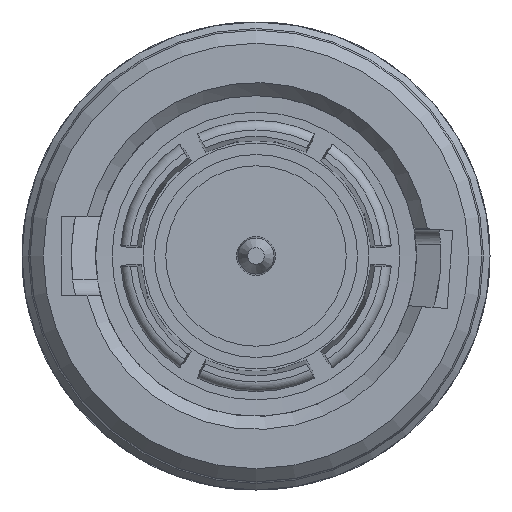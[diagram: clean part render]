
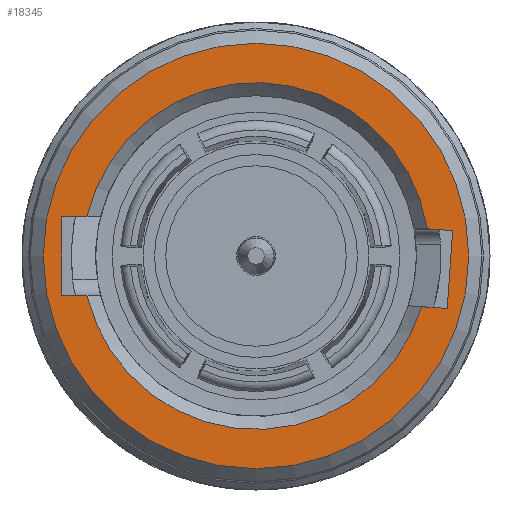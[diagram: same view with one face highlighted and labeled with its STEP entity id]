
A CAD part, left-side view. The second image highlights one B-rep face of the part: STEP entity #18345.
In plain terms, the highlighted planar face has unit normal (-1, 0, 0).
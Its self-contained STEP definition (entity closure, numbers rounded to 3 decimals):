
#2014 = EDGE_LOOP ( 'NONE', ( #23721, #23718, #23722, #23712, #23709, #23715, #23705, #23707 ) ) ;
#2089 = EDGE_LOOP ( 'NONE', ( #23725 ) ) ;
#4080 = FACE_OUTER_BOUND ( 'NONE', #2089, .T. ) ;
#4081 = FACE_BOUND ( 'NONE', #2014, .T. ) ;
#4187 = LINE ( 'NONE', #7447, #10206 ) ;
#4197 = LINE ( 'NONE', #7545, #10229 ) ;
#4246 = LINE ( 'NONE', #13460, #10287 ) ;
#4325 = LINE ( 'NONE', #13861, #10422 ) ;
#4330 = LINE ( 'NONE', #13888, #10434 ) ;
#4334 = LINE ( 'NONE', #13903, #10440 ) ;
#6639 = CARTESIAN_POINT ( 'NONE',  ( -1.08, 5.164, 1.192 ) ) ;
#6641 = CARTESIAN_POINT ( 'NONE',  ( -1.08, -5.235, 0.829 ) ) ;
#6661 = CARTESIAN_POINT ( 'NONE',  ( -1.08, 5.94, 1.192 ) ) ;
#6663 = CARTESIAN_POINT ( 'NONE',  ( -1.08, 5.94, -1.193 ) ) ;
#6677 = CARTESIAN_POINT ( 'NONE',  ( -1.08, -5.842, -1.604 ) ) ;
#6679 = CARTESIAN_POINT ( 'NONE',  ( -1.08, 5.164, -1.193 ) ) ;
#6680 = CARTESIAN_POINT ( 'NONE',  ( -1.08, -6.009, 0.775 ) ) ;
#6681 = CARTESIAN_POINT ( 'NONE',  ( -1.08, -5.068, -1.55 ) ) ;
#7447 = CARTESIAN_POINT ( 'NONE',  ( -1.08, 4.469, -1.192 ) ) ;
#7448 = DIRECTION ( 'NONE',  ( 0., 1., 0. ) ) ;
#7458 = CARTESIAN_POINT ( 'NONE',  ( -1.08, 0., 0. ) ) ;
#7459 = DIRECTION ( 'NONE',  ( -1., 0., 0. ) ) ;
#7460 = DIRECTION ( 'NONE',  ( 0., 0., 1. ) ) ;
#7545 = CARTESIAN_POINT ( 'NONE',  ( -1.08, -5.842, -1.604 ) ) ;
#7546 = DIRECTION ( 'NONE',  ( 0., -0.07, 0.998 ) ) ;
#9958 = AXIS2_PLACEMENT_3D ( 'NONE', #16002, #16003, #16004 ) ;
#10206 = VECTOR ( 'NONE', #7448, 1000. ) ;
#10211 = CIRCLE ( 'NONE', #10212, 5.3 ) ;
#10212 = AXIS2_PLACEMENT_3D ( 'NONE', #7458, #7459, #7460 ) ;
#10229 = VECTOR ( 'NONE', #7546, 1000. ) ;
#10278 = CIRCLE ( 'NONE', #10284, 6.5 ) ;
#10284 = AXIS2_PLACEMENT_3D ( 'NONE', #13453, #13454, #13455 ) ;
#10287 = VECTOR ( 'NONE', #13461, 1000. ) ;
#10417 = CIRCLE ( 'NONE', #10424, 5.3 ) ;
#10422 = VECTOR ( 'NONE', #13862, 1000. ) ;
#10424 = AXIS2_PLACEMENT_3D ( 'NONE', #13869, #13870, #13871 ) ;
#10434 = VECTOR ( 'NONE', #13889, 1000. ) ;
#10440 = VECTOR ( 'NONE', #13904, 1000. ) ;
#13453 = CARTESIAN_POINT ( 'NONE',  ( -1.08, 0., 0. ) ) ;
#13454 = DIRECTION ( 'NONE',  ( -1., 0., 0. ) ) ;
#13455 = DIRECTION ( 'NONE',  ( 0., 0., 1. ) ) ;
#13460 = CARTESIAN_POINT ( 'NONE',  ( -1.08, 5.94, -1.193 ) ) ;
#13461 = DIRECTION ( 'NONE',  ( 0., 0., 1. ) ) ;
#13861 = CARTESIAN_POINT ( 'NONE',  ( -1.08, 4.469, 1.192 ) ) ;
#13862 = DIRECTION ( 'NONE',  ( 0., 1., 0. ) ) ;
#13869 = CARTESIAN_POINT ( 'NONE',  ( -1.08, 0., 0. ) ) ;
#13870 = DIRECTION ( 'NONE',  ( -1., 0., 0. ) ) ;
#13871 = DIRECTION ( 'NONE',  ( 0., 0., 1. ) ) ;
#13888 = CARTESIAN_POINT ( 'NONE',  ( -1.08, -4.375, -1.501 ) ) ;
#13889 = DIRECTION ( 'NONE',  ( 0., -0.998, -0.07 ) ) ;
#13903 = CARTESIAN_POINT ( 'NONE',  ( -1.08, -4.541, 0.878 ) ) ;
#13904 = DIRECTION ( 'NONE',  ( 0., -0.998, -0.07 ) ) ;
#16001 = PLANE ( 'NONE',  #9958 ) ;
#16002 = CARTESIAN_POINT ( 'NONE',  ( -1.08, 5.3, 0. ) ) ;
#16003 = DIRECTION ( 'NONE',  ( -1., 0., 0. ) ) ;
#16004 = DIRECTION ( 'NONE',  ( 0., 0., 1. ) ) ;
#16637 = CARTESIAN_POINT ( 'NONE',  ( -1.08, 0., 6.5 ) ) ;
#18345 = ADVANCED_FACE ( 'NONE', ( #4080, #4081 ), #16001, .T. ) ;
#23144 = VERTEX_POINT ( 'NONE', #6639 ) ;
#23146 = VERTEX_POINT ( 'NONE', #6641 ) ;
#23166 = VERTEX_POINT ( 'NONE', #6661 ) ;
#23168 = VERTEX_POINT ( 'NONE', #6663 ) ;
#23182 = VERTEX_POINT ( 'NONE', #6677 ) ;
#23184 = VERTEX_POINT ( 'NONE', #6679 ) ;
#23185 = VERTEX_POINT ( 'NONE', #6680 ) ;
#23186 = VERTEX_POINT ( 'NONE', #6681 ) ;
#23705 = ORIENTED_EDGE ( 'NONE', *, *, #27466, .F. ) ;
#23707 = ORIENTED_EDGE ( 'NONE', *, *, #27631, .F. ) ;
#23709 = ORIENTED_EDGE ( 'NONE', *, *, #27624, .F. ) ;
#23712 = ORIENTED_EDGE ( 'NONE', *, *, #27621, .F. ) ;
#23715 = ORIENTED_EDGE ( 'NONE', *, *, #27637, .T. ) ;
#23718 = ORIENTED_EDGE ( 'NONE', *, *, #27443, .T. ) ;
#23721 = ORIENTED_EDGE ( 'NONE', *, *, #27447, .F. ) ;
#23722 = ORIENTED_EDGE ( 'NONE', *, *, #27515, .T. ) ;
#23725 = ORIENTED_EDGE ( 'NONE', *, *, #27513, .T. ) ;
#25812 = VERTEX_POINT ( 'NONE', #16637 ) ;
#27443 = EDGE_CURVE ( 'NONE', #23184, #23168, #4187, .T. ) ;
#27447 = EDGE_CURVE ( 'NONE', #23184, #23186, #10211, .T. ) ;
#27466 = EDGE_CURVE ( 'NONE', #23182, #23185, #4197, .T. ) ;
#27513 = EDGE_CURVE ( 'NONE', #25812, #25812, #10278, .T. ) ;
#27515 = EDGE_CURVE ( 'NONE', #23168, #23166, #4246, .T. ) ;
#27621 = EDGE_CURVE ( 'NONE', #23144, #23166, #4325, .T. ) ;
#27624 = EDGE_CURVE ( 'NONE', #23146, #23144, #10417, .T. ) ;
#27631 = EDGE_CURVE ( 'NONE', #23186, #23182, #4330, .T. ) ;
#27637 = EDGE_CURVE ( 'NONE', #23146, #23185, #4334, .T. ) ;
